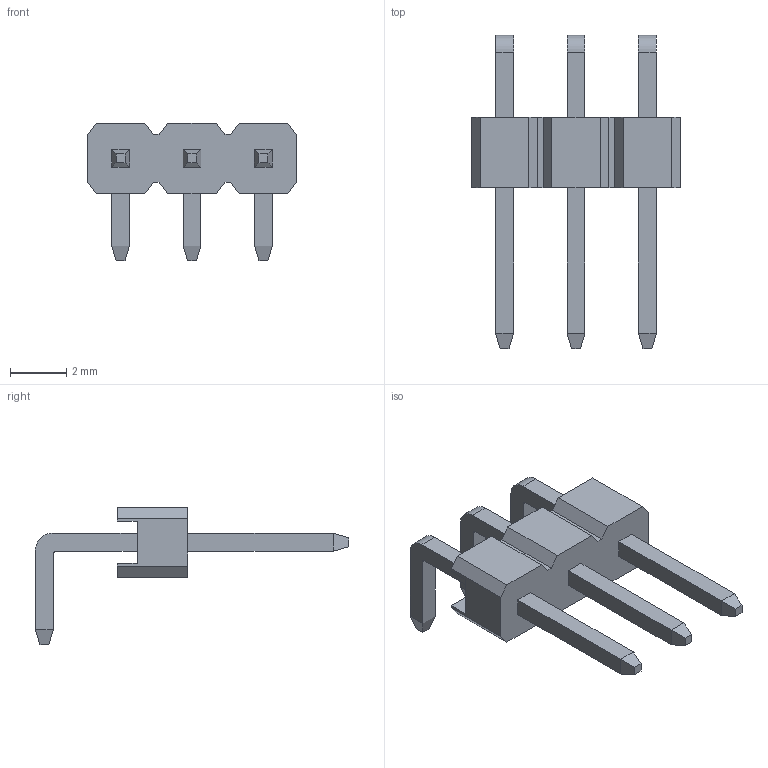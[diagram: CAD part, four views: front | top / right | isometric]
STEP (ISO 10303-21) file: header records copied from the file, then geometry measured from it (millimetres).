
FILE_DESCRIPTION(('STEP AP214'),'1');
FILE_NAME('pin_header_aw140-ea-g03g.stp','2017-04-01T03:04:35',('TraceParts'),('TraceParts S.A.'),'Spatial InterOp 3D',' ',' ');
FILE_SCHEMA(('automotive_design'));
Length unit declared in the file: millimetre
Products named in the file (1): pin_header_aw140-ea-g03g
Bounding box: 7.42 x 11.14 x 4.9 mm (x, y, z)
Volume: 50.8 mm3; surface area: 187.4 mm2
Topology: 1 solids, 1 shells, 96 faces, 264 edges, 176 vertices
Faces by surface type: plane 90, cylinder 6
Entity records: 3784 total; most frequent: CARTESIAN_POINT 537, ORIENTED_EDGE 528, DIRECTION 470, EDGE_CURVE 264, LINE 252, VECTOR 252, VERTEX_POINT 176, AXIS2_PLACEMENT_3D 109
